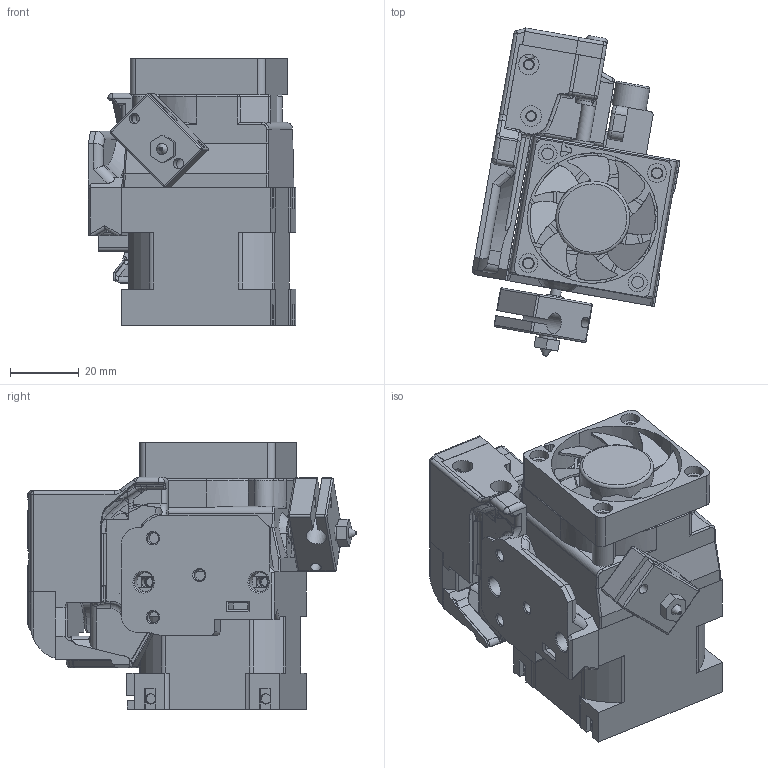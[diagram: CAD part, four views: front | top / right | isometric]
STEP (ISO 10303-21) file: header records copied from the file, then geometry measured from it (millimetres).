
FILE_DESCRIPTION(/* description */ (''),/* implementation_level */ '2;1');
FILE_NAME(/* name */ 'sensor housing.step',/* time_stamp */ '2020-05-24T21:44:03+09:00',/* author */ (''),/* organization */ (''),/* preprocessor_version */ 'ST-DEVELOPER v18.1',/* originating_system */ 'Autodesk Translation Framework v9.2.0.1227',/* authorisation */ '');
FILE_SCHEMA (('AUTOMOTIVE_DESIGN { 1 0 10303 214 3 1 1 }'));
Length unit declared in the file: millimetre
Products named in the file (16): sensor housing; mk3s sensor; IR Lever; Front sensor housing; Component18; main sensor body; top wire cover; top sensor cover; ptfe; hemera v8; stepper; heatsink; hemera_heatbreak v1; e3d_hemera_fan v1; v6_heaterblock v1; v6_nozzle v1
Assembly tree (15 placements, depth 4):
  sensor housing
    mk3s sensor
      IR Lever
      Front sensor housing
        Component18
    main sensor body
    top wire cover
    top sensor cover
    ptfe
    hemera v8
      stepper
      heatsink
      hemera_heatbreak v1
      e3d_hemera_fan v1
      v6_heaterblock v1
      v6_nozzle v1
Bounding box: 60.51 x 95.5 x 77.5 mm (x, y, z)
Volume: 166111.2 mm3; surface area: 53421 mm2
Topology: 12 solids, 14 shells, 1331 faces, 3573 edges, 2277 vertices
Faces by surface type: plane 638, cylinder 439, bspline 133, torus 52, cone 49, sphere 20
Full cylindrical faces by diameter (mm): 0.4 x1, 1.7 x1, 2 x3, 2.2 x1, 2.6 x3, 2.7 x2, 2.96 x1, 3 x14, 3.1 x5, 3.25 x2, 3.275 x4, 3.3 x4, 3.4 x4, 3.908 x1, 4 x2, 4.2 x1, 5 x1, 5.035 x1, 5.5 x4, 5.8 x2, 5.884 x2, 6 x5, 6.193 x1, 7 x1, 8 x1, 9.5 x1, 10 x1, 20.9 x1, 21.5 x1
Entity records: 47763 total; most frequent: CARTESIAN_POINT 14187, ORIENTED_EDGE 7102, DIRECTION 6750, EDGE_CURVE 3551, AXIS2_PLACEMENT_3D 2402, VERTEX_POINT 2276, LINE 1946, VECTOR 1946
